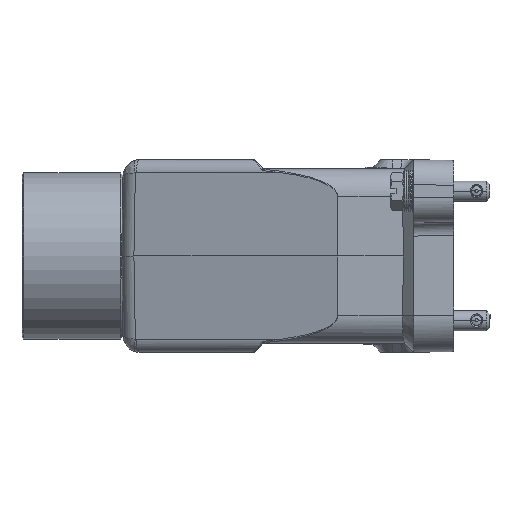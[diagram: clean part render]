
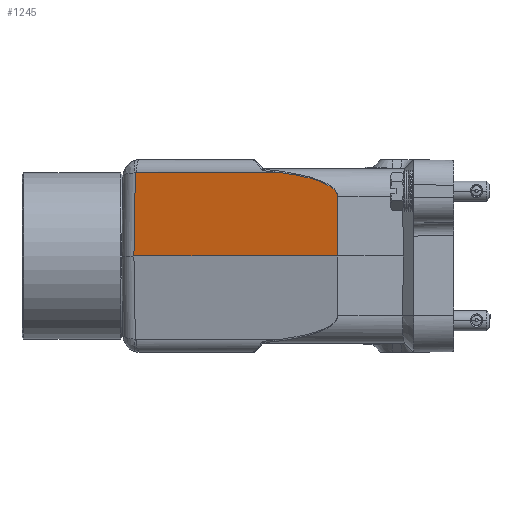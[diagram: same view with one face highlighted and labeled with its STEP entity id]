
A CAD part, left-side view. The second image highlights one B-rep face of the part: STEP entity #1245.
In plain terms, the highlighted planar face has unit normal (-0.966, 0.259, 0.018).
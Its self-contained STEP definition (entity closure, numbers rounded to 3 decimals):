
#576=PLANE('',#14882);
#1245=ADVANCED_FACE('NONE',(#2248),#576,.T.);
#2248=FACE_OUTER_BOUND('',#3054,.T.);
#3054=EDGE_LOOP('',(#6837,#6838,#6839,#6840,#6841,#6842));
#3892=B_SPLINE_CURVE_WITH_KNOTS('',3,(#27181,#27182,#27183,#27184),
 .UNSPECIFIED.,.F.,.F.,(4,4),(0.,1.),.UNSPECIFIED.);
#3893=B_SPLINE_CURVE_WITH_KNOTS('',3,(#27190,#27191,#27192,#27193,#27194,
#27195,#27196,#27197,#27198,#27199,#27200,#27201,#27202,#27203,#27204,#27205,
#27206,#27207,#27208,#27209,#27210,#27211,#27212,#27213,#27214,#27215,#27216,
#27217,#27218,#27219,#27220,#27221,#27222,#27223,#27224,#27225,#27226,#27227,
#27228,#27229,#27230,#27231,#27232,#27233),.UNSPECIFIED.,.F.,.F.,(4,2,1,
1,1,1,2,2,1,1,1,1,1,2,2,1,1,1,1,1,1,2,2,1,1,1,1,1,1,1,2,2,4),(0.,0.125,
0.156,0.172,0.18,0.184,
0.186,0.188,0.219,0.234,
0.242,0.246,0.248,0.249,
0.25,0.375,0.438,0.469,
0.484,0.492,0.496,0.498,
0.5,0.625,0.688,0.719,
0.734,0.742,0.746,0.748,
0.749,0.75,1.),.UNSPECIFIED.);
#6837=ORIENTED_EDGE('',*,*,#11463,.F.);
#6838=ORIENTED_EDGE('',*,*,#11464,.T.);
#6839=ORIENTED_EDGE('',*,*,#11362,.F.);
#6840=ORIENTED_EDGE('',*,*,#11465,.T.);
#6841=ORIENTED_EDGE('',*,*,#11466,.T.);
#6842=ORIENTED_EDGE('',*,*,#11467,.T.);
#9611=VERTEX_POINT('',#26567);
#9612=VERTEX_POINT('',#26568);
#9663=VERTEX_POINT('',#27185);
#9664=VERTEX_POINT('',#27186);
#9665=VERTEX_POINT('',#27189);
#9666=VERTEX_POINT('',#27234);
#11362=EDGE_CURVE('NONE',#9611,#9612,#12861,.T.);
#11463=EDGE_CURVE('NONE',#9663,#9664,#3892,.T.);
#11464=EDGE_CURVE('NONE',#9663,#9612,#12908,.T.);
#11465=EDGE_CURVE('NONE',#9611,#9665,#12909,.T.);
#11466=EDGE_CURVE('NONE',#9665,#9666,#3893,.T.);
#11467=EDGE_CURVE('NONE',#9666,#9664,#12910,.T.);
#12861=LINE('',#26566,#13840);
#12908=LINE('',#27187,#13887);
#12909=LINE('',#27188,#13888);
#12910=LINE('',#27235,#13889);
#13840=VECTOR('',#17003,1.);
#13887=VECTOR('',#17150,1.);
#13888=VECTOR('',#17151,1.);
#13889=VECTOR('',#17152,1.);
#14882=AXIS2_PLACEMENT_3D('',#27236,#17153,#17154);
#17003=DIRECTION('',(0.259,0.966,0.));
#17150=DIRECTION('',(-0.013,0.017,-1.));
#17151=DIRECTION('',(0.017,-0.002,1.));
#17152=DIRECTION('',(0.259,0.966,0.));
#17153=DIRECTION('',(-0.966,0.259,0.017));
#17154=DIRECTION('',(-0.259,-0.966,0.));
#26566=CARTESIAN_POINT('',(-27.583,100.,0.));
#26567=CARTESIAN_POINT('',(-44.983,35.064,0.));
#26568=CARTESIAN_POINT('',(-28.576,96.295,0.));
#27181=CARTESIAN_POINT('',(-28.241,95.857,25.04));
#27182=CARTESIAN_POINT('',(-28.262,95.778,25.06));
#27183=CARTESIAN_POINT('',(-28.283,95.697,25.07));
#27184=CARTESIAN_POINT('',(-28.305,95.615,25.07));
#27185=CARTESIAN_POINT('',(-28.241,95.857,25.04));
#27186=CARTESIAN_POINT('',(-28.305,95.615,25.07));
#27187=CARTESIAN_POINT('',(-28.241,95.857,25.04));
#27188=CARTESIAN_POINT('',(-44.983,35.064,0.));
#27189=CARTESIAN_POINT('',(-44.67,35.022,17.948));
#27190=CARTESIAN_POINT('',(-44.67,35.022,17.948));
#27191=CARTESIAN_POINT('',(-44.661,35.022,18.453));
#27192=CARTESIAN_POINT('',(-44.605,35.197,18.952));
#27193=CARTESIAN_POINT('',(-44.477,35.634,19.566));
#27194=CARTESIAN_POINT('',(-44.434,35.782,19.75));
#27195=CARTESIAN_POINT('',(-44.376,35.982,19.962));
#27196=CARTESIAN_POINT('',(-44.345,36.09,20.068));
#27197=CARTESIAN_POINT('',(-44.329,36.145,20.121));
#27198=CARTESIAN_POINT('',(-44.323,36.17,20.143));
#27199=CARTESIAN_POINT('',(-44.318,36.186,20.158));
#27200=CARTESIAN_POINT('',(-44.315,36.195,20.167));
#27201=CARTESIAN_POINT('',(-44.28,36.32,20.282));
#27202=CARTESIAN_POINT('',(-44.226,36.508,20.442));
#27203=CARTESIAN_POINT('',(-44.159,36.746,20.625));
#27204=CARTESIAN_POINT('',(-44.125,36.87,20.715));
#27205=CARTESIAN_POINT('',(-44.107,36.933,20.76));
#27206=CARTESIAN_POINT('',(-44.098,36.965,20.782));
#27207=CARTESIAN_POINT('',(-44.094,36.979,20.792));
#27208=CARTESIAN_POINT('',(-44.091,36.988,20.798));
#27209=CARTESIAN_POINT('',(-44.09,36.993,20.802));
#27210=CARTESIAN_POINT('',(-43.958,37.463,21.128));
#27211=CARTESIAN_POINT('',(-43.733,38.273,21.597));
#27212=CARTESIAN_POINT('',(-43.417,39.415,22.115));
#27213=CARTESIAN_POINT('',(-43.247,40.035,22.366));
#27214=CARTESIAN_POINT('',(-43.158,40.357,22.49));
#27215=CARTESIAN_POINT('',(-43.113,40.521,22.552));
#27216=CARTESIAN_POINT('',(-43.09,40.604,22.583));
#27217=CARTESIAN_POINT('',(-43.081,40.639,22.596));
#27218=CARTESIAN_POINT('',(-43.074,40.663,22.604));
#27219=CARTESIAN_POINT('',(-43.07,40.677,22.609));
#27220=CARTESIAN_POINT('',(-42.888,41.339,22.852));
#27221=CARTESIAN_POINT('',(-42.602,42.387,23.192));
#27222=CARTESIAN_POINT('',(-42.235,43.729,23.56));
#27223=CARTESIAN_POINT('',(-42.044,44.431,23.737));
#27224=CARTESIAN_POINT('',(-41.946,44.789,23.823));
#27225=CARTESIAN_POINT('',(-41.897,44.97,23.866));
#27226=CARTESIAN_POINT('',(-41.872,45.061,23.887));
#27227=CARTESIAN_POINT('',(-41.86,45.107,23.897));
#27228=CARTESIAN_POINT('',(-41.855,45.126,23.902));
#27229=CARTESIAN_POINT('',(-41.851,45.139,23.905));
#27230=CARTESIAN_POINT('',(-41.85,45.145,23.906));
#27231=CARTESIAN_POINT('',(-41.294,47.186,24.378));
#27232=CARTESIAN_POINT('',(-40.688,49.422,24.765));
#27233=CARTESIAN_POINT('',(-40.029,51.861,25.07));
#27234=CARTESIAN_POINT('',(-40.029,51.861,25.07));
#27235=CARTESIAN_POINT('',(-27.161,99.887,25.07));
#27236=CARTESIAN_POINT('',(-27.583,100.,0.));
